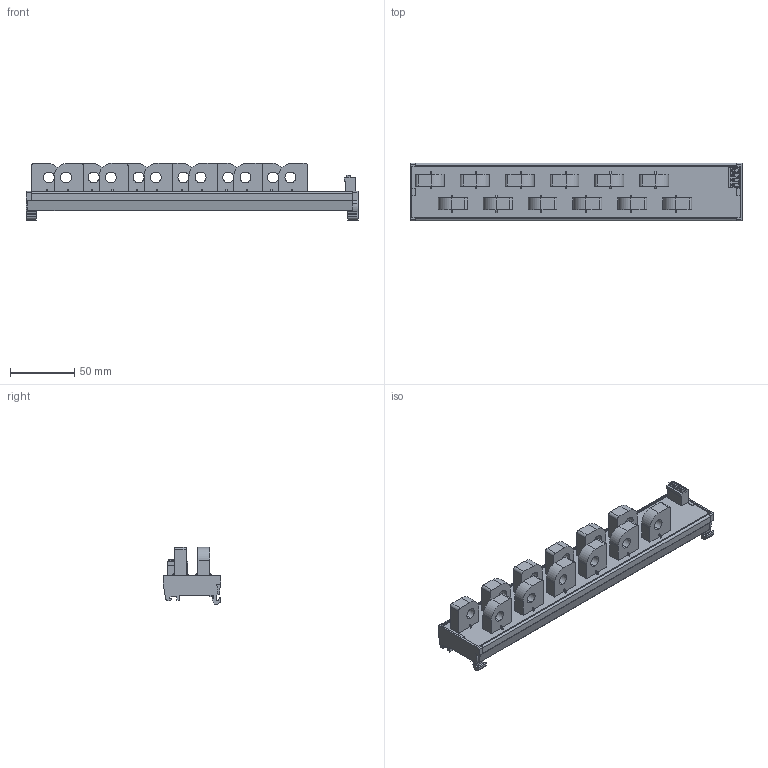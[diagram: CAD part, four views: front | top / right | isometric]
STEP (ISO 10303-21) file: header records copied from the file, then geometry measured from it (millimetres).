
FILE_DESCRIPTION(('CATIA V5 STEP Exchange','CAx-IF Rec.Pracs.--- Model Styling and Organization---1.4--- 2014-01-23'),'2;1');
FILE_NAME ('D1606582_0', '2024-04-03T10:02:23+00:00', ('none'), ('Weidmueller'), 'CATIA Version 5-6 Release 2016 SP3 HF44', 'CATIA V5 STEP AP214', 'none');
FILE_SCHEMA(('AUTOMOTIVE_DESIGN { 1 0 10303 214 1 1 1 1 }'));
Length unit declared in the file: millimetre
Products named in the file (1): S3D_SOLAR_SMS_SLAVE_12IN_XXX
Bounding box: 259 x 45 x 44.7 mm (x, y, z)
Volume: 208656.1 mm3; surface area: 55068.8 mm2
Topology: 1 solids, 1 shells, 632 faces, 1866 edges, 1251 vertices
Faces by surface type: plane 461, cylinder 170, extrusion 1
Entity records: 21583 total; most frequent: CARTESIAN_POINT 4099, ORIENTED_EDGE 3732, DIRECTION 3001, EDGE_CURVE 1866, VECTOR 1442, LINE 1441, VERTEX_POINT 1251, AXIS2_PLACEMENT_3D 961
